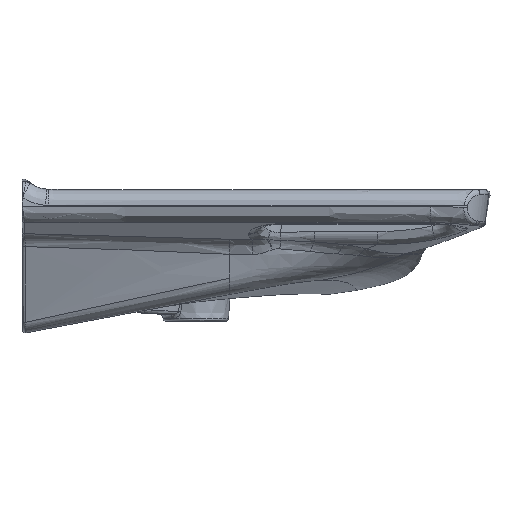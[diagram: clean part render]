
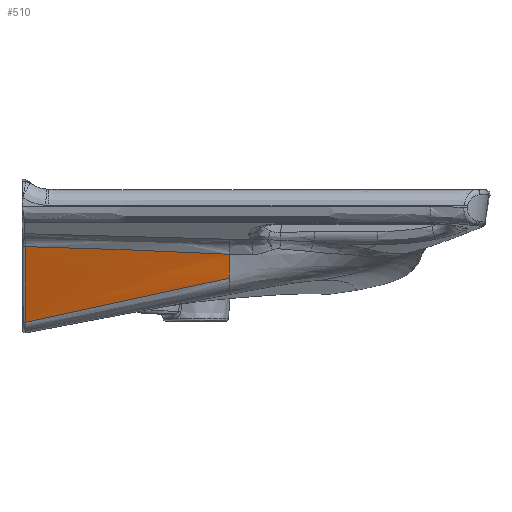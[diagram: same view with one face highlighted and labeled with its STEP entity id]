
A CAD part, left-side view. The second image highlights one B-rep face of the part: STEP entity #510.
In plain terms, the highlighted free-form (B-spline) face has degree [3, 3] with [4, 11] control points.
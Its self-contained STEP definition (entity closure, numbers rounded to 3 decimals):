
#510=ADVANCED_FACE('',(#958),#747,.F.);
#747=B_SPLINE_SURFACE_WITH_KNOTS('',3,3,((#38481,#38482,#38483,#38484,#38485,
#38486,#38487,#38488,#38489,#38490,#38491),(#38492,#38493,#38494,#38495,
#38496,#38497,#38498,#38499,#38500,#38501,#38502),(#38503,#38504,#38505,
#38506,#38507,#38508,#38509,#38510,#38511,#38512,#38513),(#38514,#38515,
#38516,#38517,#38518,#38519,#38520,#38521,#38522,#38523,#38524)),
 .UNSPECIFIED.,.F.,.F.,.F.,(4,4),(4,1,1,1,1,1,1,1,4),(0.,1.),(0.,0.006,
0.041,0.076,0.145,0.285,
0.425,0.564,1.),.UNSPECIFIED.);
#958=FACE_OUTER_BOUND('',#1327,.T.);
#1327=EDGE_LOOP('',(#2374,#2375,#2376,#2377));
#2374=ORIENTED_EDGE('',*,*,#4418,.T.);
#2375=ORIENTED_EDGE('',*,*,#4419,.T.);
#2376=ORIENTED_EDGE('',*,*,#4420,.F.);
#2377=ORIENTED_EDGE('',*,*,#4081,.F.);
#3501=VERTEX_POINT('',#23702);
#3502=VERTEX_POINT('',#23714);
#3706=VERTEX_POINT('',#38435);
#3707=VERTEX_POINT('',#38476);
#4081=EDGE_CURVE('',#3501,#3502,#5008,.T.);
#4418=EDGE_CURVE('',#3501,#3706,#5246,.T.);
#4419=EDGE_CURVE('',#3706,#3707,#5247,.T.);
#4420=EDGE_CURVE('',#3502,#3707,#5248,.T.);
#5008=B_SPLINE_CURVE_WITH_KNOTS('',3,(#23703,#23704,#23705,#23706,#23707,
#23708,#23709,#23710,#23711,#23712,#23713),.UNSPECIFIED.,.F.,.F.,(4,1,1,
1,1,1,1,1,4),(0.,0.108,0.427,0.746,
0.788,0.874,0.959,0.98,
1.),.UNSPECIFIED.);
#5246=B_SPLINE_CURVE_WITH_KNOTS('',3,(#38436,#38437,#38438,#38439,#38440,
#38441),.UNSPECIFIED.,.F.,.F.,(4,2,4),(0.,0.5,1.),.UNSPECIFIED.);
#5247=B_SPLINE_CURVE_WITH_KNOTS('',3,(#38466,#38467,#38468,#38469,#38470,
#38471,#38472,#38473,#38474,#38475),.UNSPECIFIED.,.F.,.F.,(4,3,3,4),(0.,
0.447,0.895,1.),.UNSPECIFIED.);
#5248=B_SPLINE_CURVE_WITH_KNOTS('',3,(#38477,#38478,#38479,#38480),
 .UNSPECIFIED.,.F.,.F.,(4,4),(0.,1.),.UNSPECIFIED.);
#23702=CARTESIAN_POINT('',(-305.34,-244.,-76.575));
#23703=CARTESIAN_POINT('',(-305.34,-244.,-76.575));
#23704=CARTESIAN_POINT('',(-305.082,-244.,-77.586));
#23705=CARTESIAN_POINT('',(-304.057,-244.,-81.592));
#23706=CARTESIAN_POINT('',(-302.265,-244.,-88.594));
#23707=CARTESIAN_POINT('',(-300.63,-244.,-94.985));
#23708=CARTESIAN_POINT('',(-299.557,-244.,-99.179));
#23709=CARTESIAN_POINT('',(-299.045,-244.,-101.175));
#23710=CARTESIAN_POINT('',(-298.586,-244.,-102.973));
#23711=CARTESIAN_POINT('',(-298.283,-244.,-104.159));
#23712=CARTESIAN_POINT('',(-298.184,-244.,-104.547));
#23713=CARTESIAN_POINT('',(-298.135,-244.,-104.735));
#23714=CARTESIAN_POINT('',(-298.135,-244.,-104.735));
#38435=CARTESIAN_POINT('',(-327.17,-3.657,-67.579));
#38436=CARTESIAN_POINT('',(-305.34,-244.,-76.575));
#38437=CARTESIAN_POINT('',(-308.447,-203.93,-74.411));
#38438=CARTESIAN_POINT('',(-312.129,-163.877,-72.73));
#38439=CARTESIAN_POINT('',(-319.538,-83.767,-69.861));
#38440=CARTESIAN_POINT('',(-323.336,-43.712,-68.659));
#38441=CARTESIAN_POINT('',(-327.17,-3.657,-67.579));
#38466=CARTESIAN_POINT('',(-327.17,-3.657,-67.579));
#38467=CARTESIAN_POINT('',(-322.18,-3.735,-80.875));
#38468=CARTESIAN_POINT('',(-317.197,-3.806,-94.174));
#38469=CARTESIAN_POINT('',(-312.223,-3.871,-107.477));
#38470=CARTESIAN_POINT('',(-307.25,-3.935,-120.779));
#38471=CARTESIAN_POINT('',(-302.285,-3.994,-134.085));
#38472=CARTESIAN_POINT('',(-297.329,-4.046,-147.394));
#38473=CARTESIAN_POINT('',(-296.164,-4.058,-150.524));
#38474=CARTESIAN_POINT('',(-294.999,-4.07,-153.654));
#38475=CARTESIAN_POINT('',(-293.834,-4.082,-156.785));
#38476=CARTESIAN_POINT('',(-293.834,-4.082,-156.785));
#38477=CARTESIAN_POINT('',(-298.135,-244.,-104.735));
#38478=CARTESIAN_POINT('',(-296.466,-150.913,-124.93));
#38479=CARTESIAN_POINT('',(-294.798,-57.827,-145.125));
#38480=CARTESIAN_POINT('',(-293.129,35.26,-165.32));
#38481=CARTESIAN_POINT('',(-298.077,-244.,-104.957));
#38482=CARTESIAN_POINT('',(-298.096,-244.,-104.883));
#38483=CARTESIAN_POINT('',(-298.23,-244.,-104.374));
#38484=CARTESIAN_POINT('',(-298.468,-244.,-103.429));
#38485=CARTESIAN_POINT('',(-298.914,-244.,-101.689));
#38486=CARTESIAN_POINT('',(-299.694,-244.,-98.642));
#38487=CARTESIAN_POINT('',(-300.808,-244.,-94.29));
#38488=CARTESIAN_POINT('',(-302.144,-244.,-89.067));
#38489=CARTESIAN_POINT('',(-304.426,-244.,-80.148));
#38490=CARTESIAN_POINT('',(-306.263,-244.,-72.969));
#38491=CARTESIAN_POINT('',(-307.655,-244.,-67.531));
#38492=CARTESIAN_POINT('',(-296.598,-163.406,-122.55));
#38493=CARTESIAN_POINT('',(-296.629,-163.406,-122.44));
#38494=CARTESIAN_POINT('',(-296.841,-163.404,-121.682));
#38495=CARTESIAN_POINT('',(-297.231,-163.403,-120.275));
#38496=CARTESIAN_POINT('',(-297.962,-163.399,-117.684));
#38497=CARTESIAN_POINT('',(-299.256,-163.394,-113.153));
#38498=CARTESIAN_POINT('',(-301.152,-163.388,-106.694));
#38499=CARTESIAN_POINT('',(-303.504,-163.384,-98.964));
#38500=CARTESIAN_POINT('',(-307.654,-163.382,-85.796));
#38501=CARTESIAN_POINT('',(-311.211,-163.388,-75.256));
#38502=CARTESIAN_POINT('',(-314.031,-163.397,-67.305));
#38503=CARTESIAN_POINT('',(-295.109,-82.812,-140.143));
#38504=CARTESIAN_POINT('',(-295.155,-82.811,-139.997));
#38505=CARTESIAN_POINT('',(-295.468,-82.809,-138.991));
#38506=CARTESIAN_POINT('',(-296.049,-82.805,-137.125));
#38507=CARTESIAN_POINT('',(-297.129,-82.798,-133.689));
#38508=CARTESIAN_POINT('',(-299.042,-82.786,-127.683));
#38509=CARTESIAN_POINT('',(-301.836,-82.774,-119.126));
#38510=CARTESIAN_POINT('',(-305.287,-82.765,-108.895));
#38511=CARTESIAN_POINT('',(-311.35,-82.76,-91.482));
#38512=CARTESIAN_POINT('',(-316.51,-82.773,-77.571));
#38513=CARTESIAN_POINT('',(-320.579,-82.792,-67.093));
#38514=CARTESIAN_POINT('',(-293.6,-2.216,-157.728));
#38515=CARTESIAN_POINT('',(-293.667,-2.216,-157.548));
#38516=CARTESIAN_POINT('',(-294.127,-2.216,-156.314));
#38517=CARTESIAN_POINT('',(-294.981,-2.216,-154.025));
#38518=CARTESIAN_POINT('',(-296.555,-2.215,-149.806));
#38519=CARTESIAN_POINT('',(-299.309,-2.215,-142.423));
#38520=CARTESIAN_POINT('',(-303.246,-2.215,-131.876));
#38521=CARTESIAN_POINT('',(-307.973,-2.215,-119.22));
#38522=CARTESIAN_POINT('',(-316.051,-2.214,-97.607));
#38523=CARTESIAN_POINT('',(-322.559,-2.215,-80.215));
#38524=CARTESIAN_POINT('',(-327.494,-2.215,-67.042));
